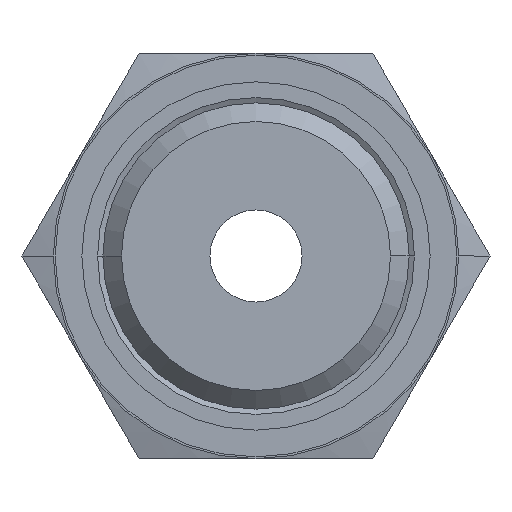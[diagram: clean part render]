
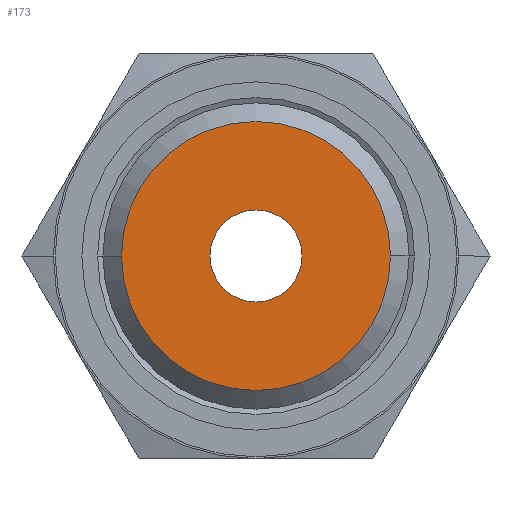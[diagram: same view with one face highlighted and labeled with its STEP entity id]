
A CAD part, left-side view. The second image highlights one B-rep face of the part: STEP entity #173.
In plain terms, the highlighted planar face has unit normal (-1, 0, 0).
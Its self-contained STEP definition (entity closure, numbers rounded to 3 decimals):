
#173 = ADVANCED_FACE( '', ( #380, #381 ), #382, .T. );
#380 = FACE_BOUND( '', #587, .T. );
#381 = FACE_OUTER_BOUND( '', #588, .T. );
#382 = PLANE( '', #589 );
#587 = EDGE_LOOP( '', ( #1326, #1327 ) );
#588 = EDGE_LOOP( '', ( #1328, #1329 ) );
#589 = AXIS2_PLACEMENT_3D( '', #1330, #1331, #1332 );
#1326 = ORIENTED_EDGE( '', *, *, #1508, .T. );
#1327 = ORIENTED_EDGE( '', *, *, #1378, .T. );
#1328 = ORIENTED_EDGE( '', *, *, #1336, .T. );
#1329 = ORIENTED_EDGE( '', *, *, #1558, .T. );
#1330 = CARTESIAN_POINT( '', ( -12., 3.65, 0. ) );
#1331 = DIRECTION( '', ( -1., 0., 0. ) );
#1332 = DIRECTION( '', ( 0., 1., 0. ) );
#1336 = EDGE_CURVE( '', #1560, #1564, #1566, .T. );
#1378 = EDGE_CURVE( '', #1644, #1641, #1645, .T. );
#1508 = EDGE_CURVE( '', #1641, #1644, #1860, .T. );
#1558 = EDGE_CURVE( '', #1564, #1560, #1926, .T. );
#1560 = VERTEX_POINT( '', #1928 );
#1564 = VERTEX_POINT( '', #1933 );
#1566 = CIRCLE( '', #1936, 7.3 );
#1641 = VERTEX_POINT( '', #2067 );
#1644 = VERTEX_POINT( '', #2071 );
#1645 = CIRCLE( '', #2072, 2.5 );
#1860 = CIRCLE( '', #2374, 2.5 );
#1926 = CIRCLE( '', #2626, 7.3 );
#1928 = CARTESIAN_POINT( '', ( -12., 7.3, 0. ) );
#1933 = CARTESIAN_POINT( '', ( -12., -7.3, 0. ) );
#1936 = AXIS2_PLACEMENT_3D( '', #2632, #2633, #2634 );
#2067 = CARTESIAN_POINT( '', ( -12., 2.5, 0. ) );
#2071 = CARTESIAN_POINT( '', ( -12., -2.5, 0. ) );
#2072 = AXIS2_PLACEMENT_3D( '', #2704, #2705, #2706 );
#2374 = AXIS2_PLACEMENT_3D( '', #2920, #2921, #2922 );
#2626 = AXIS2_PLACEMENT_3D( '', #2998, #2999, #3000 );
#2632 = CARTESIAN_POINT( '', ( -12., 0., 0. ) );
#2633 = DIRECTION( '', ( -1., 0., 0. ) );
#2634 = DIRECTION( '', ( 0., 1., 0. ) );
#2704 = CARTESIAN_POINT( '', ( -12., 0., 0. ) );
#2705 = DIRECTION( '', ( 1., 0., 0. ) );
#2706 = DIRECTION( '', ( 0., 1., 0. ) );
#2920 = CARTESIAN_POINT( '', ( -12., 0., 0. ) );
#2921 = DIRECTION( '', ( 1., 0., 0. ) );
#2922 = DIRECTION( '', ( 0., 1., 0. ) );
#2998 = CARTESIAN_POINT( '', ( -12., 0., 0. ) );
#2999 = DIRECTION( '', ( -1., 0., 0. ) );
#3000 = DIRECTION( '', ( 0., 1., 0. ) );
